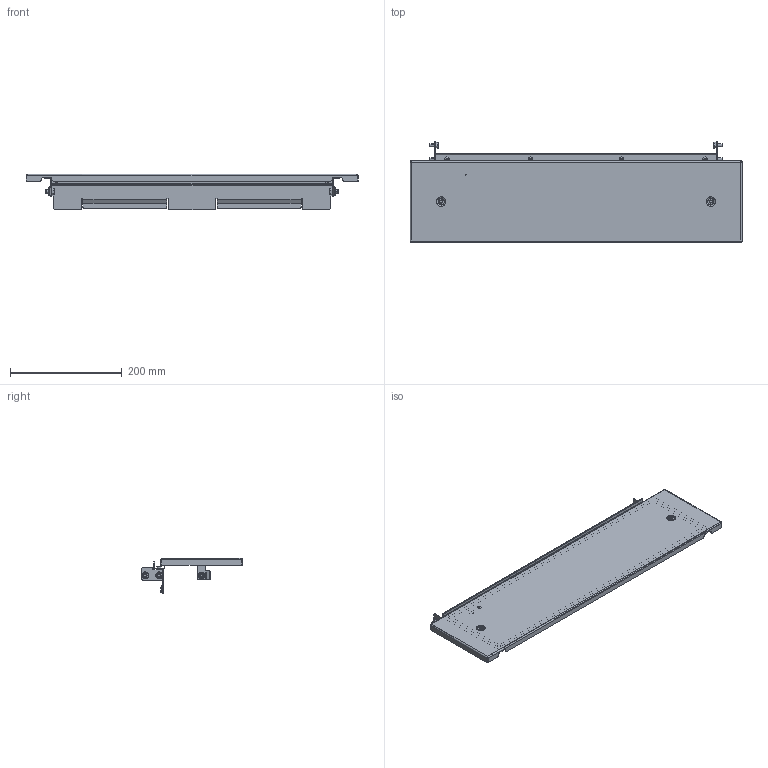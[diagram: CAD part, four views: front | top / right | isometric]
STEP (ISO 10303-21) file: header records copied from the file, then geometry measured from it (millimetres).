
FILE_DESCRIPTION (( 'STEP AP214' ), '1' );
FILE_NAME ('YKM40D-FO-PWS-015-060-54 FORMAT Ôàëüø_ïàíåëü âíåøíÿÿ 150õ600ìì IP54 (2øò_êîìïë) IEK.STEP', '2022-05-30T11:33:52', ( '' ), ( '' ), 'SwSTEP 2.0', 'SolidWorks 2017', '' );
FILE_SCHEMA (( 'AUTOMOTIVE_DESIGN' ));
Length unit declared in the file: millimetre
Products named in the file (1): YKM40D-FO-PWS-015-060-54 FORMAT Ôàëüø_ïàíåëü âíåøíÿÿ 150õ600ìì IP54 (2øò_êîìïë) IEK
Bounding box: 595 x 180.5 x 63.1 mm (x, y, z)
Volume: 270054.1 mm3; surface area: 371499.3 mm2
Topology: 28 solids, 28 shells, 1165 faces, 2889 edges, 1802 vertices
Faces by surface type: plane 614, cylinder 375, cone 106, bspline 50, torus 12, sphere 8
Entity records: 52070 total; most frequent: CARTESIAN_POINT 11538, ORIENTED_EDGE 5770, DIRECTION 5695, EDGE_CURVE 2885, AXIS2_PLACEMENT_3D 2034, VERTEX_POINT 1802, VECTOR 1627, LINE 1627
